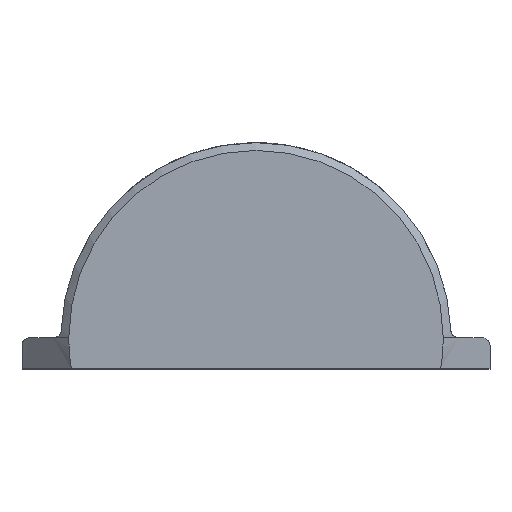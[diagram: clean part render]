
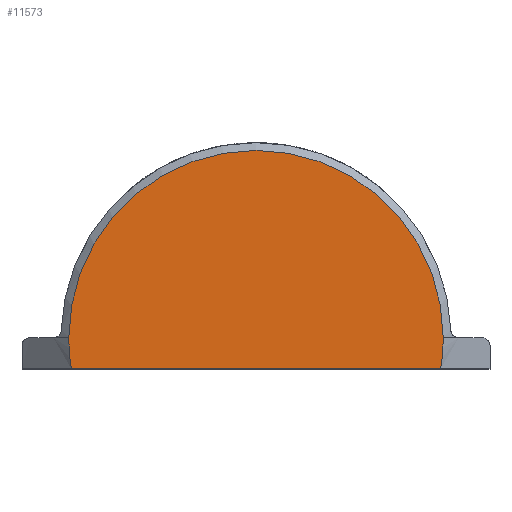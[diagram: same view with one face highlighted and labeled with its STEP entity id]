
A CAD part, top view. The second image highlights one B-rep face of the part: STEP entity #11573.
In plain terms, the highlighted planar face has unit normal (0, 0, 1).
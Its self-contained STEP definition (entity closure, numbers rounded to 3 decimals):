
#98 = EDGE_CURVE ( 'NONE', #7840, #5410, #1705, .T. ) ;
#163 = ORIENTED_EDGE ( 'NONE', *, *, #2365, .T. ) ;
#825 = CIRCLE ( 'NONE', #10243, 120. ) ;
#896 = FACE_OUTER_BOUND ( 'NONE', #8864, .T. ) ;
#971 = CARTESIAN_POINT ( 'NONE',  ( 0., 0., 87.5 ) ) ;
#1705 = LINE ( 'NONE', #9664, #10050 ) ;
#1795 = VERTEX_POINT ( 'NONE', #5403 ) ;
#2033 = DIRECTION ( 'NONE',  ( 1., 0., 0. ) ) ;
#2067 = DIRECTION ( 'NONE',  ( 0., 0., 1. ) ) ;
#2139 = DIRECTION ( 'NONE',  ( 1., 0., 0. ) ) ;
#2365 = EDGE_CURVE ( 'NONE', #1795, #4746, #825, .T. ) ;
#2387 = AXIS2_PLACEMENT_3D ( 'NONE', #3370, #6221, #9609 ) ;
#3370 = CARTESIAN_POINT ( 'NONE',  ( 0., 0., 87.5 ) ) ;
#3386 = DIRECTION ( 'NONE',  ( 0., 0., 1. ) ) ;
#3767 = AXIS2_PLACEMENT_3D ( 'NONE', #971, #2067, #13361 ) ;
#4018 = CIRCLE ( 'NONE', #2387, 120. ) ;
#4166 = DIRECTION ( 'NONE',  ( 0., 0., 1. ) ) ;
#4675 = ORIENTED_EDGE ( 'NONE', *, *, #8825, .T. ) ;
#4746 = VERTEX_POINT ( 'NONE', #10749 ) ;
#5403 = CARTESIAN_POINT ( 'NONE',  ( 120., 0., 87.5 ) ) ;
#5410 = VERTEX_POINT ( 'NONE', #12599 ) ;
#6221 = DIRECTION ( 'NONE',  ( 0., 0., 1. ) ) ;
#6473 = AXIS2_PLACEMENT_3D ( 'NONE', #7594, #3386, #2139 ) ;
#7520 = DIRECTION ( 'NONE',  ( 1., 0., 0. ) ) ;
#7536 = ORIENTED_EDGE ( 'NONE', *, *, #98, .T. ) ;
#7594 = CARTESIAN_POINT ( 'NONE',  ( 0., 0., 87.5 ) ) ;
#7776 = CARTESIAN_POINT ( 'NONE',  ( 0., 0., 87.5 ) ) ;
#7840 = VERTEX_POINT ( 'NONE', #10398 ) ;
#8822 = CIRCLE ( 'NONE', #6473, 120. ) ;
#8825 = EDGE_CURVE ( 'NONE', #5410, #1795, #4018, .T. ) ;
#8864 = EDGE_LOOP ( 'NONE', ( #7536, #4675, #163, #12956 ) ) ;
#8913 = PLANE ( 'NONE',  #3767 ) ;
#9609 = DIRECTION ( 'NONE',  ( 1., 0., 0. ) ) ;
#9664 = CARTESIAN_POINT ( 'NONE',  ( 0., -20., 87.5 ) ) ;
#10050 = VECTOR ( 'NONE', #7520, 1000. ) ;
#10243 = AXIS2_PLACEMENT_3D ( 'NONE', #7776, #4166, #2033 ) ;
#10398 = CARTESIAN_POINT ( 'NONE',  ( -118.322, -20., 87.5 ) ) ;
#10749 = CARTESIAN_POINT ( 'NONE',  ( -120., 0., 87.5 ) ) ;
#11573 = ADVANCED_FACE ( 'NONE', ( #896 ), #8913, .T. ) ;
#12599 = CARTESIAN_POINT ( 'NONE',  ( 118.322, -20., 87.5 ) ) ;
#12956 = ORIENTED_EDGE ( 'NONE', *, *, #14096, .T. ) ;
#13361 = DIRECTION ( 'NONE',  ( 1., 0., 0. ) ) ;
#14096 = EDGE_CURVE ( 'NONE', #4746, #7840, #8822, .T. ) ;
